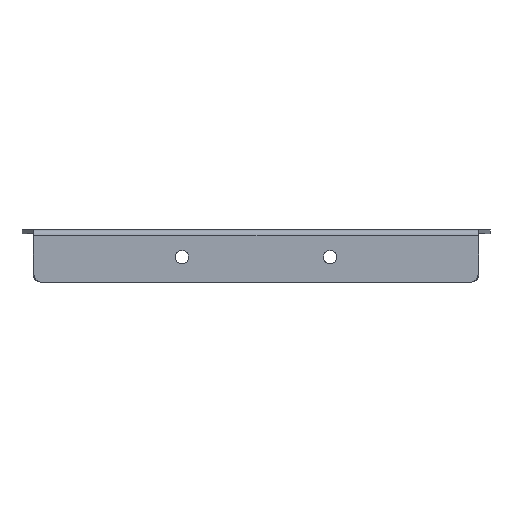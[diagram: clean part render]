
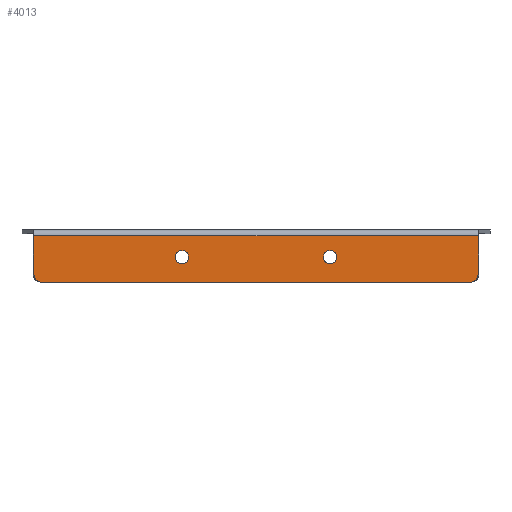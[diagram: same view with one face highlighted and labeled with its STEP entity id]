
A CAD part, left-side view. The second image highlights one B-rep face of the part: STEP entity #4013.
In plain terms, the highlighted face is planar.
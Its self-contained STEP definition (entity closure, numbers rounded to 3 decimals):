
#1844=CARTESIAN_POINT('',(406.841,438.928,-1.));
#1863=CARTESIAN_POINT('',(406.841,214.058,-20.65));
#1864=CARTESIAN_POINT('',(406.841,214.058,-20.734));
#1865=CARTESIAN_POINT('',(406.841,214.064,-20.897));
#1866=CARTESIAN_POINT('',(406.841,214.085,-21.127));
#1867=CARTESIAN_POINT('',(406.841,214.118,-21.346));
#1868=CARTESIAN_POINT('',(406.841,214.162,-21.555));
#1869=CARTESIAN_POINT('',(406.841,214.215,-21.755));
#1870=CARTESIAN_POINT('',(406.841,214.296,-22.009));
#1871=CARTESIAN_POINT('',(406.841,214.418,-22.308));
#1872=CARTESIAN_POINT('',(406.841,214.591,-22.639));
#1873=CARTESIAN_POINT('',(406.841,214.789,-22.946));
#1874=CARTESIAN_POINT('',(406.841,215.01,-23.229));
#1875=CARTESIAN_POINT('',(406.841,215.254,-23.489));
#1876=CARTESIAN_POINT('',(406.841,215.52,-23.728));
#1877=CARTESIAN_POINT('',(406.841,215.809,-23.943));
#1878=CARTESIAN_POINT('',(406.841,216.069,-24.104));
#1879=CARTESIAN_POINT('',(406.841,216.289,-24.22));
#1880=CARTESIAN_POINT('',(406.841,216.518,-24.327));
#1881=CARTESIAN_POINT('',(406.841,216.76,-24.421));
#1882=CARTESIAN_POINT('',(406.841,217.018,-24.5));
#1883=CARTESIAN_POINT('',(406.841,217.219,-24.551));
#1884=CARTESIAN_POINT('',(406.841,217.43,-24.593));
#1885=CARTESIAN_POINT('',(406.841,217.65,-24.624));
#1886=CARTESIAN_POINT('',(406.841,217.882,-24.645));
#1887=CARTESIAN_POINT('',(406.841,218.045,-24.65));
#1888=CARTESIAN_POINT('',(406.841,218.129,-24.65));
#1893=DIRECTION('',(0.,0.,1.));
#1894=VECTOR('',#1893,19.65);
#1895=CARTESIAN_POINT('',(406.841,214.058,-20.65));
#1896=LINE('',#1895,#1894);
#1900=DIRECTION('',(0.,1.,0.));
#1901=VECTOR('',#1900,224.87);
#1902=CARTESIAN_POINT('',(406.841,214.058,
-1.));
#1903=LINE('',#1902,#1901);
#1907=DIRECTION('',(0.,0.,1.));
#1908=VECTOR('',#1907,19.65);
#1909=CARTESIAN_POINT('',(406.841,438.928,-20.65));
#1910=LINE('',#1909,#1908);
#1914=CARTESIAN_POINT('',(406.841,434.857,-24.65));
#1915=CARTESIAN_POINT('',(406.841,434.941,-24.65));
#1916=CARTESIAN_POINT('',(406.841,435.104,-24.645));
#1917=CARTESIAN_POINT('',(406.841,435.336,-24.624));
#1918=CARTESIAN_POINT('',(406.841,435.556,-24.593));
#1919=CARTESIAN_POINT('',(406.841,435.767,-24.551));
#1920=CARTESIAN_POINT('',(406.841,435.968,-24.5));
#1921=CARTESIAN_POINT('',(406.841,436.226,-24.421));
#1922=CARTESIAN_POINT('',(406.841,436.468,-24.327));
#1923=CARTESIAN_POINT('',(406.841,436.697,-24.22));
#1924=CARTESIAN_POINT('',(406.841,436.917,-24.104));
#1925=CARTESIAN_POINT('',(406.841,437.177,-23.943));
#1926=CARTESIAN_POINT('',(406.841,437.466,-23.728));
#1927=CARTESIAN_POINT('',(406.841,437.732,-23.489));
#1928=CARTESIAN_POINT('',(406.841,437.976,-23.229));
#1929=CARTESIAN_POINT('',(406.841,438.197,-22.946));
#1930=CARTESIAN_POINT('',(406.841,438.395,-22.639));
#1931=CARTESIAN_POINT('',(406.841,438.568,-22.308));
#1932=CARTESIAN_POINT('',(406.841,438.69,-22.009));
#1933=CARTESIAN_POINT('',(406.841,438.771,-21.755));
#1934=CARTESIAN_POINT('',(406.841,438.824,-21.555));
#1935=CARTESIAN_POINT('',(406.841,438.868,-21.346));
#1936=CARTESIAN_POINT('',(406.841,438.901,-21.127));
#1937=CARTESIAN_POINT('',(406.841,438.922,-20.897));
#1938=CARTESIAN_POINT('',(406.841,438.928,-20.734));
#1939=CARTESIAN_POINT('',(406.841,438.928,-20.65));
#1944=CARTESIAN_POINT('',(406.841,288.993,-11.916));
#1945=DIRECTION('',(1.,0.,0.));
#1946=DIRECTION('',(0.,1.,0.));
#1947=AXIS2_PLACEMENT_3D('',#1944,#1945,#1946);
#1952=CARTESIAN_POINT('',(406.841,288.993,-11.916));
#1953=DIRECTION('',(1.,0.,0.));
#1954=DIRECTION('',(0.,-1.,0.));
#1955=AXIS2_PLACEMENT_3D('',#1952,#1953,#1954);
#1960=CARTESIAN_POINT('',(406.841,363.993,-11.916));
#1961=DIRECTION('',(1.,0.,0.));
#1962=DIRECTION('',(0.,1.,0.));
#1963=AXIS2_PLACEMENT_3D('',#1960,#1961,#1962);
#1968=CARTESIAN_POINT('',(406.841,363.993,-11.916));
#1969=DIRECTION('',(1.,0.,0.));
#1970=DIRECTION('',(0.,-1.,0.));
#1971=AXIS2_PLACEMENT_3D('',#1968,#1969,#1970);
#2096=DIRECTION('',(0.,1.,0.));
#2097=VECTOR('',#2096,216.728);
#2098=CARTESIAN_POINT('',(406.841,218.129,-24.65));
#2099=LINE('',#2098,#2097);
#2593=VERTEX_POINT('',#1844);
#2594=CARTESIAN_POINT('',(406.841,214.058,
-1.));
#2595=VERTEX_POINT('',#2594);
#2615=CARTESIAN_POINT('',(406.841,214.058,-20.65));
#2616=VERTEX_POINT('',#2615);
#2617=VERTEX_POINT('',#1888);
#2618=VERTEX_POINT('',#1914);
#2619=VERTEX_POINT('',#1939);
#2623=CARTESIAN_POINT('',(406.841,292.393,-11.916));
#2624=CARTESIAN_POINT('',(406.841,285.593,-11.916));
#2625=VERTEX_POINT('',#2623);
#2626=VERTEX_POINT('',#2624);
#2627=CARTESIAN_POINT('',(406.841,367.393,-11.916));
#2628=CARTESIAN_POINT('',(406.841,360.593,-11.916));
#2629=VERTEX_POINT('',#2627);
#2630=VERTEX_POINT('',#2628);
#3984=CARTESIAN_POINT('',(406.841,326.493,
0.));
#3985=DIRECTION('',(1.,0.,0.));
#3986=DIRECTION('',(0.,1.,0.));
#3987=AXIS2_PLACEMENT_3D('',#3984,#3985,#3986);
#3988=PLANE('',#3987);
#3990=ORIENTED_EDGE('',*,*,#3989,.F.);
#3992=ORIENTED_EDGE('',*,*,#3991,.T.);
#3994=ORIENTED_EDGE('',*,*,#3993,.T.);
#3995=ORIENTED_EDGE('',*,*,#3955,.F.);
#3996=ORIENTED_EDGE('',*,*,#3974,.F.);
#3998=ORIENTED_EDGE('',*,*,#3997,.F.);
#3999=EDGE_LOOP('',(#3990,#3992,#3994,#3995,#3996,#3998));
#4000=FACE_OUTER_BOUND('',#3999,.F.);
#4002=ORIENTED_EDGE('',*,*,#4001,.T.);
#4004=ORIENTED_EDGE('',*,*,#4003,.T.);
#4005=EDGE_LOOP('',(#4002,#4004));
#4006=FACE_BOUND('',#4005,.F.);
#4008=ORIENTED_EDGE('',*,*,#4007,.T.);
#4010=ORIENTED_EDGE('',*,*,#4009,.T.);
#4011=EDGE_LOOP('',(#4008,#4010));
#4012=FACE_BOUND('',#4011,.F.);
#1889=B_SPLINE_CURVE_WITH_KNOTS('',3,(#1863,#1864,#1865,#1866,#1867,#1868,#1869,
#1870,#1871,#1872,#1873,#1874,#1875,#1876,#1877,#1878,#1879,#1880,#1881,#1882,
#1883,#1884,#1885,#1886,#1887,#1888),.UNSPECIFIED.,.F.,.F.,(4,1,1,1,1,1,1,1,1,1,
1,1,1,1,1,1,1,1,1,1,1,1,1,4),(0.,0.031,0.063,0.094,0.125,0.156,
0.188,0.25,0.313,0.375,0.438,0.5,0.563,0.625,0.688,
0.719,0.75,0.813,0.844,0.875,0.906,0.938,0.969,1.),
.UNSPECIFIED.);
#1940=B_SPLINE_CURVE_WITH_KNOTS('',3,(#1914,#1915,#1916,#1917,#1918,#1919,#1920,
#1921,#1922,#1923,#1924,#1925,#1926,#1927,#1928,#1929,#1930,#1931,#1932,#1933,
#1934,#1935,#1936,#1937,#1938,#1939),.UNSPECIFIED.,.F.,.F.,(4,1,1,1,1,1,1,1,1,1,
1,1,1,1,1,1,1,1,1,1,1,1,1,4),(0.,0.031,0.063,0.094,0.125,0.156,
0.188,0.25,0.281,0.313,0.375,0.438,0.5,0.563,0.625,
0.688,0.75,0.813,0.844,0.875,0.906,0.938,0.969,1.),
.UNSPECIFIED.);
#1948=CIRCLE('',#1947,3.4);
#1956=CIRCLE('',#1955,3.4);
#1964=CIRCLE('',#1963,3.4);
#1972=CIRCLE('',#1971,3.4);
#3955=EDGE_CURVE('',#2619,#2593,#1910,.T.);
#3974=EDGE_CURVE('',#2618,#2619,#1940,.T.);
#3989=EDGE_CURVE('',#2616,#2617,#1889,.T.);
#3991=EDGE_CURVE('',#2616,#2595,#1896,.T.);
#3993=EDGE_CURVE('',#2595,#2593,#1903,.T.);
#3997=EDGE_CURVE('',#2617,#2618,#2099,.T.);
#4001=EDGE_CURVE('',#2625,#2626,#1948,.T.);
#4003=EDGE_CURVE('',#2626,#2625,#1956,.T.);
#4007=EDGE_CURVE('',#2629,#2630,#1964,.T.);
#4009=EDGE_CURVE('',#2630,#2629,#1972,.T.);
#4013=ADVANCED_FACE('',(#4000,#4006,#4012),#3988,.T.);
